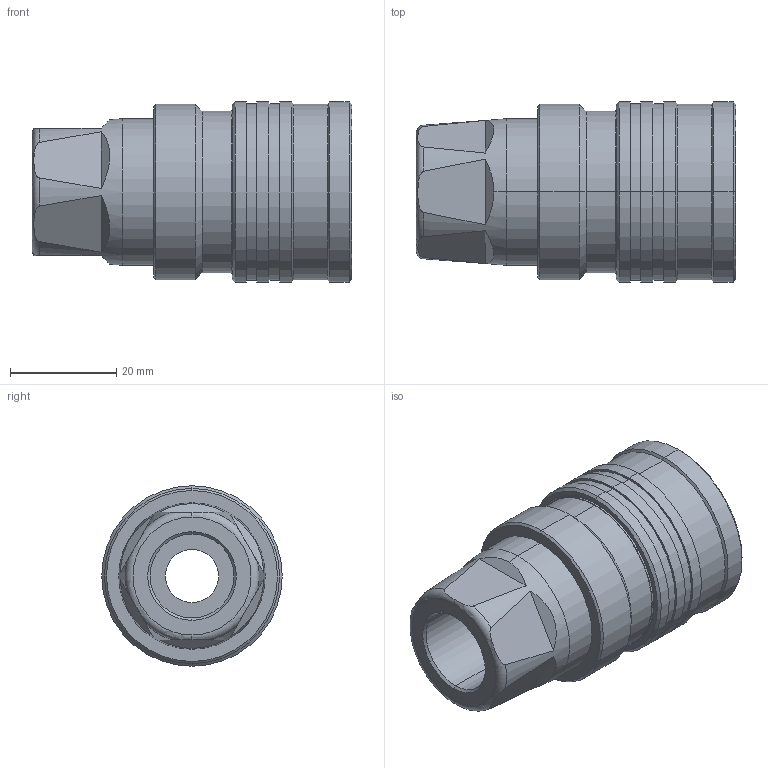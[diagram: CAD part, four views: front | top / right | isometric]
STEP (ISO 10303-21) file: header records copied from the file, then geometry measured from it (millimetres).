
FILE_DESCRIPTION (( 'STEP AP214' ), '1' );
FILE_NAME ('3810 UV.STEP', '2015-09-03T13:39:30', ( 'admin' ), ( 'Microsoft' ), 'SwSTEP 2.0', 'SolidWorks 2009', '' );
FILE_SCHEMA (( 'AUTOMOTIVE_DESIGN' ));
Length unit declared in the file: millimetre
Products named in the file (1): 3810 UV
Bounding box: 60.2 x 34 x 34 mm (x, y, z)
Volume: 30760.9 mm3; surface area: 11635 mm2
Topology: 1 solids, 1 shells, 123 faces, 260 edges, 156 vertices
Faces by surface type: cylinder 42, plane 31, cone 28, torus 22
Entity records: 3881 total; most frequent: CARTESIAN_POINT 792, DIRECTION 636, ORIENTED_EDGE 520, AXIS2_PLACEMENT_3D 280, EDGE_CURVE 260, VERTEX_POINT 156, CIRCLE 156, EDGE_LOOP 142
